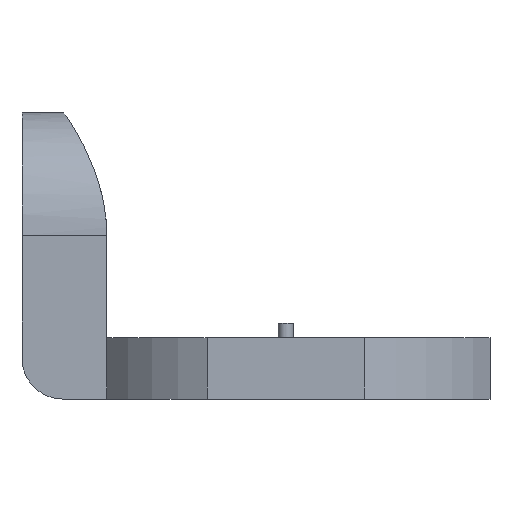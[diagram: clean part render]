
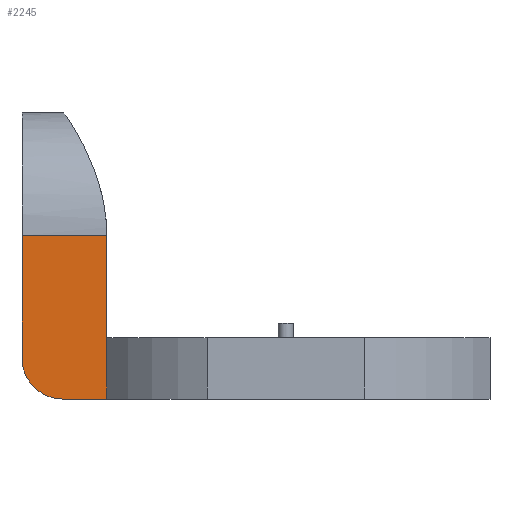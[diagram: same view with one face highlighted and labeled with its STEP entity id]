
A CAD part, left-side view. The second image highlights one B-rep face of the part: STEP entity #2245.
In plain terms, the highlighted planar face has unit normal (-1, 0, 0).
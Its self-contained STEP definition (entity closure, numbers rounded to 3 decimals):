
#44 = PLANE('',#45);
#45 = AXIS2_PLACEMENT_3D('',#46,#47,#48);
#46 = CARTESIAN_POINT('',(32.5,10.5,7.));
#47 = DIRECTION('',(-0.,-1.,-0.));
#48 = DIRECTION('',(-1.,0.,0.));
#73 = CYLINDRICAL_SURFACE('',#74,10.);
#74 = AXIS2_PLACEMENT_3D('',#75,#76,#77);
#75 = CARTESIAN_POINT('',(32.5,0.5,17.));
#76 = DIRECTION('',(-1.,0.,0.));
#77 = DIRECTION('',(0.,1.,0.));
#157 = CYLINDRICAL_SURFACE('',#158,54.5);
#158 = AXIS2_PLACEMENT_3D('',#159,#160,#161);
#159 = CARTESIAN_POINT('',(0.,-54.,7.));
#160 = DIRECTION('',(0.,0.,-1.));
#161 = DIRECTION('',(1.,0.,0.));
#252 = VERTEX_POINT('',#253);
#253 = CARTESIAN_POINT('',(-32.5,10.5,47.));
#268 = CYLINDRICAL_SURFACE('',#269,30.);
#269 = AXIS2_PLACEMENT_3D('',#270,#271,#272);
#270 = CARTESIAN_POINT('',(-2.5,10.5,47.));
#271 = DIRECTION('',(0.,-1.,0.));
#272 = DIRECTION('',(0.,0.,1.));
#280 = EDGE_CURVE('',#281,#252,#283,.T.);
#281 = VERTEX_POINT('',#282);
#282 = CARTESIAN_POINT('',(-32.5,10.5,17.));
#283 = SURFACE_CURVE('',#284,(#288,#295),.PCURVE_S1.);
#284 = LINE('',#285,#286);
#285 = CARTESIAN_POINT('',(-32.5,10.5,7.));
#286 = VECTOR('',#287,1.);
#287 = DIRECTION('',(0.,0.,1.));
#288 = PCURVE('',#44,#289);
#289 = DEFINITIONAL_REPRESENTATION('',(#290),#294);
#290 = LINE('',#291,#292);
#291 = CARTESIAN_POINT('',(65.,0.));
#292 = VECTOR('',#293,1.);
#293 = DIRECTION('',(0.,-1.));
#294 = ( GEOMETRIC_REPRESENTATION_CONTEXT(2) 
PARAMETRIC_REPRESENTATION_CONTEXT() REPRESENTATION_CONTEXT('2D SPACE',''
  ) );
#295 = PCURVE('',#296,#301);
#296 = PLANE('',#297);
#297 = AXIS2_PLACEMENT_3D('',#298,#299,#300);
#298 = CARTESIAN_POINT('',(-32.5,10.5,7.));
#299 = DIRECTION('',(1.,0.,0.));
#300 = DIRECTION('',(0.,-1.,0.));
#301 = DEFINITIONAL_REPRESENTATION('',(#302),#306);
#302 = LINE('',#303,#304);
#303 = CARTESIAN_POINT('',(0.,0.));
#304 = VECTOR('',#305,1.);
#305 = DIRECTION('',(0.,-1.));
#306 = ( GEOMETRIC_REPRESENTATION_CONTEXT(2) 
PARAMETRIC_REPRESENTATION_CONTEXT() REPRESENTATION_CONTEXT('2D SPACE',''
  ) );
#485 = VERTEX_POINT('',#486);
#486 = CARTESIAN_POINT('',(-32.5,0.5,7.));
#500 = PLANE('',#501);
#501 = AXIS2_PLACEMENT_3D('',#502,#503,#504);
#502 = CARTESIAN_POINT('',(0.,2.379,7.));
#503 = DIRECTION('',(0.,0.,1.));
#504 = DIRECTION('',(1.,0.,0.));
#512 = EDGE_CURVE('',#281,#485,#513,.T.);
#513 = SURFACE_CURVE('',#514,(#519,#526),.PCURVE_S1.);
#514 = CIRCLE('',#515,10.);
#515 = AXIS2_PLACEMENT_3D('',#516,#517,#518);
#516 = CARTESIAN_POINT('',(-32.5,0.5,17.));
#517 = DIRECTION('',(-1.,0.,0.));
#518 = DIRECTION('',(0.,0.,-1.));
#519 = PCURVE('',#73,#520);
#520 = DEFINITIONAL_REPRESENTATION('',(#521),#525);
#521 = LINE('',#522,#523);
#522 = CARTESIAN_POINT('',(-4.712,65.));
#523 = VECTOR('',#524,1.);
#524 = DIRECTION('',(1.,0.));
#525 = ( GEOMETRIC_REPRESENTATION_CONTEXT(2) 
PARAMETRIC_REPRESENTATION_CONTEXT() REPRESENTATION_CONTEXT('2D SPACE',''
  ) );
#526 = PCURVE('',#296,#527);
#527 = DEFINITIONAL_REPRESENTATION('',(#528),#536);
#528 = ( BOUNDED_CURVE() B_SPLINE_CURVE(2,(#529,#530,#531,#532,#533,#534
,#535),.UNSPECIFIED.,.T.,.F.) B_SPLINE_CURVE_WITH_KNOTS((1,2,2,2,2,1),(
    -2.094,0.,2.094,4.189,6.283,
8.378),.UNSPECIFIED.) CURVE() GEOMETRIC_REPRESENTATION_ITEM() 
RATIONAL_B_SPLINE_CURVE((1.,0.5,1.,0.5,1.,0.5,1.)) REPRESENTATION_ITEM(
  '') );
#529 = CARTESIAN_POINT('',(10.,0.));
#530 = CARTESIAN_POINT('',(27.321,0.));
#531 = CARTESIAN_POINT('',(18.66,-15.));
#532 = CARTESIAN_POINT('',(10.,-30.));
#533 = CARTESIAN_POINT('',(1.34,-15.));
#534 = CARTESIAN_POINT('',(-7.321,0.));
#535 = CARTESIAN_POINT('',(10.,0.));
#536 = ( GEOMETRIC_REPRESENTATION_CONTEXT(2) 
PARAMETRIC_REPRESENTATION_CONTEXT() REPRESENTATION_CONTEXT('2D SPACE',''
  ) );
#667 = VERTEX_POINT('',#668);
#668 = CARTESIAN_POINT('',(-32.5,-10.251,22.));
#690 = EDGE_CURVE('',#667,#691,#693,.T.);
#691 = VERTEX_POINT('',#692);
#692 = CARTESIAN_POINT('',(-32.5,-10.251,47.));
#693 = SURFACE_CURVE('',#694,(#698,#705),.PCURVE_S1.);
#694 = LINE('',#695,#696);
#695 = CARTESIAN_POINT('',(-32.5,-10.251,7.));
#696 = VECTOR('',#697,1.);
#697 = DIRECTION('',(0.,0.,1.));
#698 = PCURVE('',#157,#699);
#699 = DEFINITIONAL_REPRESENTATION('',(#700),#704);
#700 = LINE('',#701,#702);
#701 = CARTESIAN_POINT('',(4.073,0.));
#702 = VECTOR('',#703,1.);
#703 = DIRECTION('',(0.,-1.));
#704 = ( GEOMETRIC_REPRESENTATION_CONTEXT(2) 
PARAMETRIC_REPRESENTATION_CONTEXT() REPRESENTATION_CONTEXT('2D SPACE',''
  ) );
#705 = PCURVE('',#296,#706);
#706 = DEFINITIONAL_REPRESENTATION('',(#707),#711);
#707 = LINE('',#708,#709);
#708 = CARTESIAN_POINT('',(20.751,0.));
#709 = VECTOR('',#710,1.);
#710 = DIRECTION('',(0.,-1.));
#711 = ( GEOMETRIC_REPRESENTATION_CONTEXT(2) 
PARAMETRIC_REPRESENTATION_CONTEXT() REPRESENTATION_CONTEXT('2D SPACE',''
  ) );
#2223 = EDGE_CURVE('',#252,#691,#2224,.T.);
#2224 = SURFACE_CURVE('',#2225,(#2229,#2236),.PCURVE_S1.);
#2225 = LINE('',#2226,#2227);
#2226 = CARTESIAN_POINT('',(-32.5,10.5,47.));
#2227 = VECTOR('',#2228,1.);
#2228 = DIRECTION('',(0.,-1.,0.));
#2229 = PCURVE('',#268,#2230);
#2230 = DEFINITIONAL_REPRESENTATION('',(#2231),#2235);
#2231 = LINE('',#2232,#2233);
#2232 = CARTESIAN_POINT('',(1.571,0.));
#2233 = VECTOR('',#2234,1.);
#2234 = DIRECTION('',(0.,1.));
#2235 = ( GEOMETRIC_REPRESENTATION_CONTEXT(2) 
PARAMETRIC_REPRESENTATION_CONTEXT() REPRESENTATION_CONTEXT('2D SPACE',''
  ) );
#2236 = PCURVE('',#296,#2237);
#2237 = DEFINITIONAL_REPRESENTATION('',(#2238),#2242);
#2238 = LINE('',#2239,#2240);
#2239 = CARTESIAN_POINT('',(0.,-40.));
#2240 = VECTOR('',#2241,1.);
#2241 = DIRECTION('',(1.,0.));
#2242 = ( GEOMETRIC_REPRESENTATION_CONTEXT(2) 
PARAMETRIC_REPRESENTATION_CONTEXT() REPRESENTATION_CONTEXT('2D SPACE',''
  ) );
#2245 = ADVANCED_FACE('',(#2246),#296,.F.);
#2246 = FACE_BOUND('',#2247,.F.);
#2247 = EDGE_LOOP('',(#2248,#2249,#2250,#2251,#2279,#2300));
#2248 = ORIENTED_EDGE('',*,*,#280,.T.);
#2249 = ORIENTED_EDGE('',*,*,#2223,.T.);
#2250 = ORIENTED_EDGE('',*,*,#690,.F.);
#2251 = ORIENTED_EDGE('',*,*,#2252,.F.);
#2252 = EDGE_CURVE('',#2253,#667,#2255,.T.);
#2253 = VERTEX_POINT('',#2254);
#2254 = CARTESIAN_POINT('',(-32.5,-10.251,7.));
#2255 = SURFACE_CURVE('',#2256,(#2260,#2267),.PCURVE_S1.);
#2256 = LINE('',#2257,#2258);
#2257 = CARTESIAN_POINT('',(-32.5,-10.251,7.));
#2258 = VECTOR('',#2259,1.);
#2259 = DIRECTION('',(0.,0.,1.));
#2260 = PCURVE('',#296,#2261);
#2261 = DEFINITIONAL_REPRESENTATION('',(#2262),#2266);
#2262 = LINE('',#2263,#2264);
#2263 = CARTESIAN_POINT('',(20.751,0.));
#2264 = VECTOR('',#2265,1.);
#2265 = DIRECTION('',(0.,-1.));
#2266 = ( GEOMETRIC_REPRESENTATION_CONTEXT(2) 
PARAMETRIC_REPRESENTATION_CONTEXT() REPRESENTATION_CONTEXT('2D SPACE',''
  ) );
#2267 = PCURVE('',#2268,#2273);
#2268 = CYLINDRICAL_SURFACE('',#2269,54.5);
#2269 = AXIS2_PLACEMENT_3D('',#2270,#2271,#2272);
#2270 = CARTESIAN_POINT('',(0.,-54.,7.));
#2271 = DIRECTION('',(-0.,-0.,-1.));
#2272 = DIRECTION('',(1.,0.,0.));
#2273 = DEFINITIONAL_REPRESENTATION('',(#2274),#2278);
#2274 = LINE('',#2275,#2276);
#2275 = CARTESIAN_POINT('',(-2.21,0.));
#2276 = VECTOR('',#2277,1.);
#2277 = DIRECTION('',(-0.,-1.));
#2278 = ( GEOMETRIC_REPRESENTATION_CONTEXT(2) 
PARAMETRIC_REPRESENTATION_CONTEXT() REPRESENTATION_CONTEXT('2D SPACE',''
  ) );
#2279 = ORIENTED_EDGE('',*,*,#2280,.F.);
#2280 = EDGE_CURVE('',#485,#2253,#2281,.T.);
#2281 = SURFACE_CURVE('',#2282,(#2286,#2293),.PCURVE_S1.);
#2282 = LINE('',#2283,#2284);
#2283 = CARTESIAN_POINT('',(-32.5,10.5,7.));
#2284 = VECTOR('',#2285,1.);
#2285 = DIRECTION('',(0.,-1.,0.));
#2286 = PCURVE('',#296,#2287);
#2287 = DEFINITIONAL_REPRESENTATION('',(#2288),#2292);
#2288 = LINE('',#2289,#2290);
#2289 = CARTESIAN_POINT('',(0.,0.));
#2290 = VECTOR('',#2291,1.);
#2291 = DIRECTION('',(1.,0.));
#2292 = ( GEOMETRIC_REPRESENTATION_CONTEXT(2) 
PARAMETRIC_REPRESENTATION_CONTEXT() REPRESENTATION_CONTEXT('2D SPACE',''
  ) );
#2293 = PCURVE('',#500,#2294);
#2294 = DEFINITIONAL_REPRESENTATION('',(#2295),#2299);
#2295 = LINE('',#2296,#2297);
#2296 = CARTESIAN_POINT('',(-32.5,8.121));
#2297 = VECTOR('',#2298,1.);
#2298 = DIRECTION('',(0.,-1.));
#2299 = ( GEOMETRIC_REPRESENTATION_CONTEXT(2) 
PARAMETRIC_REPRESENTATION_CONTEXT() REPRESENTATION_CONTEXT('2D SPACE',''
  ) );
#2300 = ORIENTED_EDGE('',*,*,#512,.F.);
